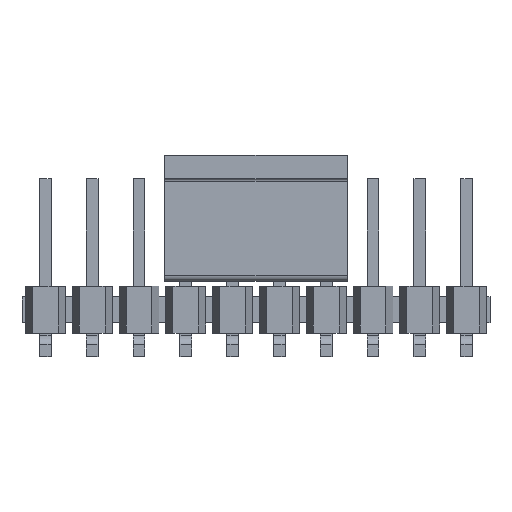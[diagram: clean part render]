
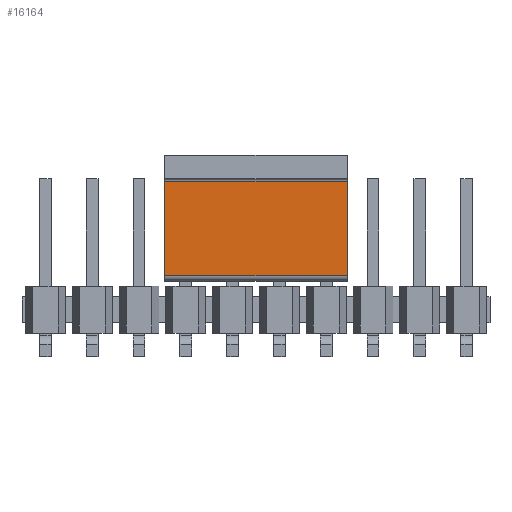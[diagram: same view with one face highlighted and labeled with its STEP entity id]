
A CAD part, top view. The second image highlights one B-rep face of the part: STEP entity #16164.
In plain terms, the highlighted planar face has unit normal (0, 0, 1).
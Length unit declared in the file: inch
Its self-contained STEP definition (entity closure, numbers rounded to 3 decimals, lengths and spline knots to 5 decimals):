
#2410=ORIENTED_EDGE('',*,*,#6043,.T.);
#2411=ORIENTED_EDGE('',*,*,#6044,.F.);
#2412=ORIENTED_EDGE('',*,*,#6045,.F.);
#2413=ORIENTED_EDGE('',*,*,#6041,.T.);
#6041=EDGE_CURVE('',#8039,#8038,#9980,.T.);
#6043=EDGE_CURVE('',#8038,#8040,#9981,.T.);
#6044=EDGE_CURVE('',#8041,#8040,#9982,.T.);
#6045=EDGE_CURVE('',#8039,#8041,#9983,.T.);
#8038=VERTEX_POINT('',#23840);
#8039=VERTEX_POINT('',#23842);
#8040=VERTEX_POINT('',#23846);
#8041=VERTEX_POINT('',#23848);
#9980=LINE('',#23841,#12232);
#9981=LINE('',#23845,#12233);
#9982=LINE('',#23847,#12234);
#9983=LINE('',#23849,#12235);
#12232=VECTOR('',#19399,39.37008);
#12233=VECTOR('',#19404,39.37008);
#12234=VECTOR('',#19405,39.37008);
#12235=VECTOR('',#19406,39.37008);
#13792=EDGE_LOOP('',(#2410,#2411,#2412,#2413));
#14628=FACE_BOUND('',#13792,.T.);
#15423=PLANE('',#17012);
#16164=ADVANCED_FACE('',(#14628),#15423,.F.);
#17012=AXIS2_PLACEMENT_3D('',#23844,#19402,#19403);
#19399=DIRECTION('',(-1.,0.,0.));
#19402=DIRECTION('',(0.,0.,-1.));
#19403=DIRECTION('',(-1.,0.,0.));
#19404=DIRECTION('',(0.,-1.,0.));
#19405=DIRECTION('',(-1.,0.,0.));
#19406=DIRECTION('',(0.,-1.,0.));
#23840=CARTESIAN_POINT('',(-0.195,-0.055,0.08976));
#23841=CARTESIAN_POINT('',(0.195,-0.055,0.08976));
#23842=CARTESIAN_POINT('',(0.195,-0.055,0.08976));
#23844=CARTESIAN_POINT('',(0.195,-0.055,0.08976));
#23845=CARTESIAN_POINT('',(-0.195,-0.055,0.08976));
#23846=CARTESIAN_POINT('',(-0.195,-0.25748,0.08976));
#23847=CARTESIAN_POINT('',(0.195,-0.25748,0.08976));
#23848=CARTESIAN_POINT('',(0.195,-0.25748,0.08976));
#23849=CARTESIAN_POINT('',(0.195,-0.055,0.08976));
